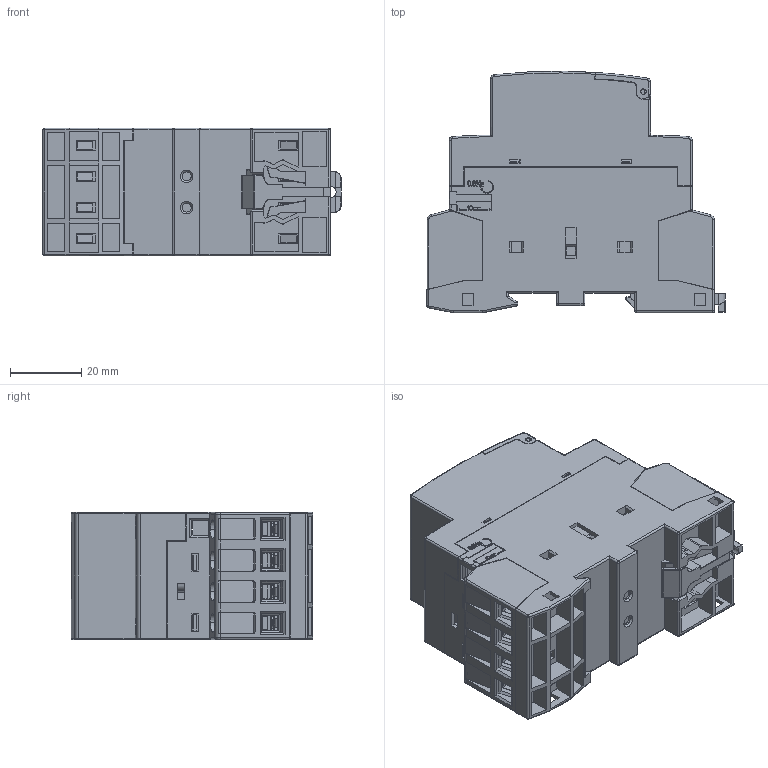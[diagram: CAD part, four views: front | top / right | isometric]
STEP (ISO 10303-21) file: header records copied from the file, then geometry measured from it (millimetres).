
FILE_DESCRIPTION((''),'2;1');
FILE_NAME('2540_ASM','2022-07-19T',('Administrator'),(''),'PRO/ENGINEER BY PARAMETRIC TECHNOLOGY CORPORATION, 2015440','PRO/ENGINEER BY PARAMETRIC TECHNOLOGY CORPORATION, 2015440','');
FILE_SCHEMA(('CONFIG_CONTROL_DESIGN'));
Products named in the file (25): 8KSD_024_6010; 8KD_140_6000; 5KSD_024_6005_ASM; 8KSD_104_6005; 5KSD_104_6008_ASM; 5KSD_104_6009_ASM; 8KSD_557_6003_1_AF0; 5KSD_550_6002_ASM; 8KS_732_6002_AF0; 8KS_516_6002_AF0; 8KS_516_6003_AF0; 5KS_520_6002_AF0_ASM; 8KS_110_6000; 8KS_900_6003; 5KS_850_6000_ASM; 5KD_615_6005_ASM; 8KSD_300_6001; 8KSD_110_6000; 8KSD_900_6003; 5KSD_850_6000_ASM; 5KSD_574_6002_ASM; 8KSD_315_8018; 8TZD_315_0008; 8TZD_315_8016; 2540_ASM
Assembly tree (36 placements, depth 4):
  2540_ASM
    5KSD_024_6005_ASM
      8KSD_024_6010
      8KD_140_6000
    5KSD_104_6009_ASM
      5KSD_104_6008_ASM
        8KSD_104_6005
    5KSD_550_6002_ASM  x8
      8KSD_557_6003_1_AF0
    5KD_615_6005_ASM
      5KS_520_6002_AF0_ASM
        8KS_732_6002_AF0
        8KS_516_6002_AF0
        8KS_516_6003_AF0
      5KS_850_6000_ASM  x2
        8KS_110_6000
        8KS_900_6003
    5KSD_574_6002_ASM  x2
      8KSD_300_6001
      5KSD_850_6000_ASM
        8KSD_110_6000
        8KSD_900_6003
    8KSD_315_8018
    8TZD_315_0008
    8TZD_315_8016
Bounding box: 84 x 68 x 36 mm (x, y, z)
Volume: 83802.4 mm3; surface area: 70985.8 mm2
Topology: 40 solids, 63 shells, 5343 faces, 14672 edges, 9464 vertices
Faces by surface type: plane 4070, cylinder 1022, torus 95, cone 75, sphere 44, bspline 37
Entity records: 101276 total; most frequent: CARTESIAN_POINT 20453, ORIENTED_EDGE 17266, DIRECTION 15777, EDGE_CURVE 8641, VECTOR 7271, LINE 7271, VERTEX_POINT 5560, AXIS2_PLACEMENT_3D 4253
